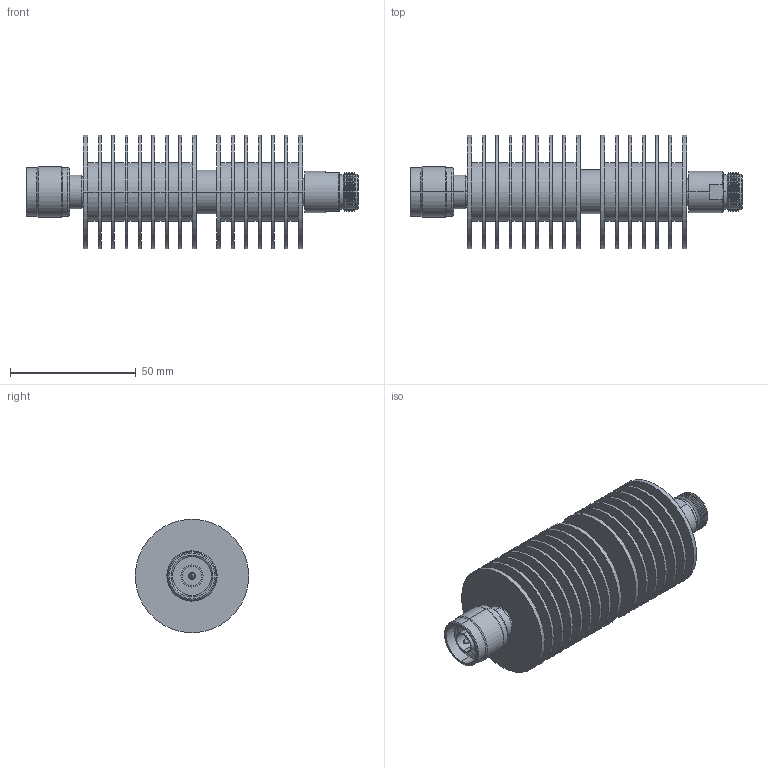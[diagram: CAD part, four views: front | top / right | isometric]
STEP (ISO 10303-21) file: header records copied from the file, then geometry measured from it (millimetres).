
FILE_DESCRIPTION (( 'STEP AP214' ), '1' );
FILE_NAME ('FMAT7604-10_3D.step', '2023-12-06T16:04:44', ( '' ), ( '' ), 'SwSTEP 2.0', 'SolidWorks 2022', '' );
FILE_SCHEMA (( 'AUTOMOTIVE_DESIGN' ));
Length unit declared in the file: inch
Products named in the file (4): DTS50GH_2_default; FMAT7604-10_3D; LCTR1010_2; LCTR1011
Assembly tree (3 placements, depth 2):
  FMAT7604-10_3D
    DTS50GH_2_default
    LCTR1010_2
    LCTR1011
Bounding box: 132 x 45.1 x 45.1 mm (x, y, z)
Volume: 82538.4 mm3; surface area: 55662.4 mm2
Topology: 4 solids, 4 shells, 253 faces, 506 edges, 304 vertices
Faces by surface type: cylinder 110, cone 86, plane 55, torus 2
Entity records: 7727 total; most frequent: DIRECTION 1322, CARTESIAN_POINT 1093, ORIENTED_EDGE 1012, AXIS2_PLACEMENT_3D 561, EDGE_CURVE 506, VERTEX_POINT 304, CIRCLE 302, EDGE_LOOP 300
